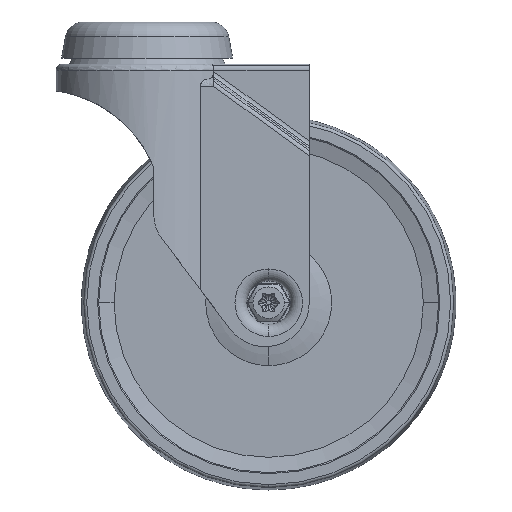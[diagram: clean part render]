
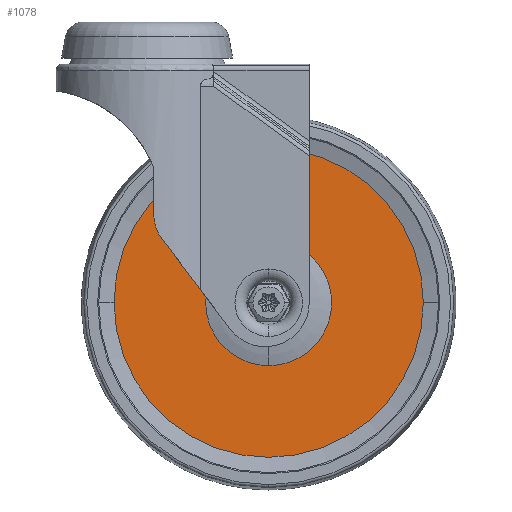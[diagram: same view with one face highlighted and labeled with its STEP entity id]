
A CAD part, front view. The second image highlights one B-rep face of the part: STEP entity #1078.
In plain terms, the highlighted planar face has unit normal (0, -1, 0).
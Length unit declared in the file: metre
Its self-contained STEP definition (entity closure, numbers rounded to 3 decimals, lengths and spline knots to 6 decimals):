
#1078=ADVANCED_FACE('',(#1677,#1678),#1679,.T.);
#1677=FACE_OUTER_BOUND('',#2557,.T.);
#1678=FACE_BOUND('',#2558,.T.);
#1679=PLANE('',#2559);
#2557=EDGE_LOOP('',(#8036,#8037));
#2558=EDGE_LOOP('',(#8038,#8039,#8040));
#2559=AXIS2_PLACEMENT_3D('',#8041,#8042,#8043);
#8036=ORIENTED_EDGE('',*,*,#10085,.F.);
#8037=ORIENTED_EDGE('',*,*,#10013,.F.);
#8038=ORIENTED_EDGE('',*,*,#10018,.T.);
#8039=ORIENTED_EDGE('',*,*,#10084,.T.);
#8040=ORIENTED_EDGE('',*,*,#10019,.T.);
#8041=CARTESIAN_POINT('',(-0.03625,-0.0015,0.0));
#8042=DIRECTION('',(0.,-1.0,0.0));
#8043=DIRECTION('',(1.0,0.,0.0));
#10013=EDGE_CURVE('',#11107,#11104,#11109,.T.);
#10018=EDGE_CURVE('',#11119,#11117,#11120,.T.);
#10019=EDGE_CURVE('',#11111,#11119,#11121,.T.);
#10084=EDGE_CURVE('',#11117,#11111,#11226,.T.);
#10085=EDGE_CURVE('',#11104,#11107,#11227,.T.);
#11104=VERTEX_POINT('',#13674);
#11107=VERTEX_POINT('',#13678);
#11109=CIRCLE('',#13681,0.0515);
#11111=VERTEX_POINT('',#13683);
#11117=VERTEX_POINT('',#13689);
#11119=VERTEX_POINT('',#13691);
#11120=CIRCLE('',#13692,0.021);
#11121=CIRCLE('',#13693,0.021);
#11226=CIRCLE('',#13808,0.021);
#11227=CIRCLE('',#13809,0.0515);
#13674=CARTESIAN_POINT('',(-0.0515,-0.0015,0.0));
#13678=CARTESIAN_POINT('',(0.0515,-0.0015,0.));
#13681=AXIS2_PLACEMENT_3D('',#17589,#17590,#17591);
#13683=CARTESIAN_POINT('',(0.,-0.0015,-0.021));
#13689=CARTESIAN_POINT('',(0.,-0.0015,0.021));
#13691=CARTESIAN_POINT('',(-0.021,-0.0015,0.0));
#13692=AXIS2_PLACEMENT_3D('',#17604,#17605,#17606);
#13693=AXIS2_PLACEMENT_3D('',#17607,#17608,#17609);
#13808=AXIS2_PLACEMENT_3D('',#17782,#17783,#17784);
#13809=AXIS2_PLACEMENT_3D('',#17785,#17786,#17787);
#17589=CARTESIAN_POINT('',(0.,-0.0015,0.0));
#17590=DIRECTION('',(0.,1.0,0.0));
#17591=DIRECTION('',(-1.0,0.,0.0));
#17604=CARTESIAN_POINT('',(0.,-0.0015,0.0));
#17605=DIRECTION('',(0.,1.0,0.0));
#17606=DIRECTION('',(-1.0,0.,0.0));
#17607=CARTESIAN_POINT('',(0.,-0.0015,0.0));
#17608=DIRECTION('',(0.,1.0,0.0));
#17609=DIRECTION('',(-1.0,0.,0.0));
#17782=CARTESIAN_POINT('',(0.,-0.0015,0.0));
#17783=DIRECTION('',(0.,1.0,0.0));
#17784=DIRECTION('',(-1.0,0.,0.0));
#17785=CARTESIAN_POINT('',(0.,-0.0015,0.0));
#17786=DIRECTION('',(0.,1.0,0.0));
#17787=DIRECTION('',(-1.0,0.,0.0));
